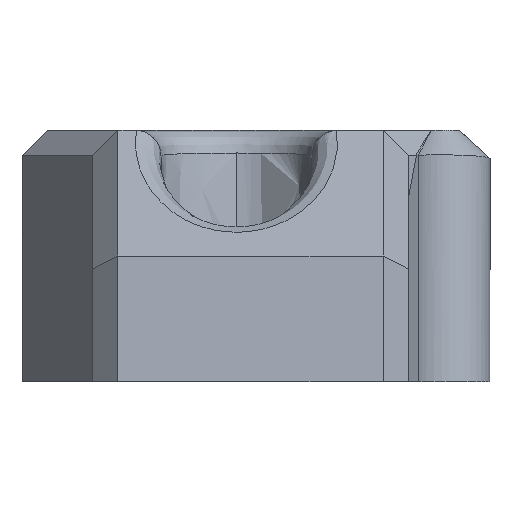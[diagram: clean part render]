
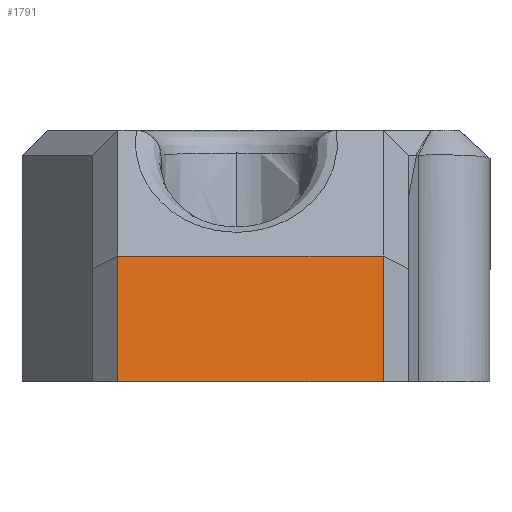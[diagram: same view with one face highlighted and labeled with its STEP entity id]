
A CAD part, left-side view. The second image highlights one B-rep face of the part: STEP entity #1791.
In plain terms, the highlighted planar face has unit normal (-0.995, 0, 0.104).
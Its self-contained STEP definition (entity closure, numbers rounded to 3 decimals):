
#73=PLANE('',#1920);
#124=LINE('',#2781,#282);
#199=LINE('',#4325,#357);
#200=LINE('',#4327,#358);
#201=LINE('',#4328,#359);
#282=VECTOR('',#2020,1000.);
#357=VECTOR('',#2223,1000.);
#358=VECTOR('',#2224,1000.);
#359=VECTOR('',#2225,1000.);
#497=FACE_OUTER_BOUND('',#603,.T.);
#603=EDGE_LOOP('',(#1493,#1494,#1495,#1496));
#767=VERTEX_POINT('',#2778);
#768=VERTEX_POINT('',#2780);
#872=VERTEX_POINT('',#4324);
#873=VERTEX_POINT('',#4326);
#948=EDGE_CURVE('',#768,#767,#124,.T.);
#1092=EDGE_CURVE('',#767,#872,#199,.T.);
#1093=EDGE_CURVE('',#872,#873,#200,.T.);
#1094=EDGE_CURVE('',#873,#768,#201,.T.);
#1493=ORIENTED_EDGE('',*,*,#948,.T.);
#1494=ORIENTED_EDGE('',*,*,#1092,.T.);
#1495=ORIENTED_EDGE('',*,*,#1093,.T.);
#1496=ORIENTED_EDGE('',*,*,#1094,.T.);
#1791=ADVANCED_FACE('',(#497),#73,.F.);
#1920=AXIS2_PLACEMENT_3D('',#4323,#2221,#2222);
#2020=DIRECTION('',(0.,-1.,0.));
#2221=DIRECTION('center_axis',(0.995,0.,-0.105));
#2222=DIRECTION('ref_axis',(0.,-1.,0.));
#2223=DIRECTION('',(0.105,0.,0.995));
#2224=DIRECTION('',(0.,1.,0.));
#2225=DIRECTION('',(-0.105,0.,-0.995));
#2778=CARTESIAN_POINT('',(9.756,47.45,0.));
#2780=CARTESIAN_POINT('',(9.756,57.95,0.));
#2781=CARTESIAN_POINT('',(9.756,58.95,0.));
#4323=CARTESIAN_POINT('Origin',(10.801,58.95,9.945));
#4324=CARTESIAN_POINT('',(10.278,47.45,4.973));
#4325=CARTESIAN_POINT('',(10.801,47.45,9.945));
#4326=CARTESIAN_POINT('',(10.278,57.95,4.973));
#4327=CARTESIAN_POINT('',(10.278,58.95,4.973));
#4328=CARTESIAN_POINT('',(10.801,57.95,9.945));
